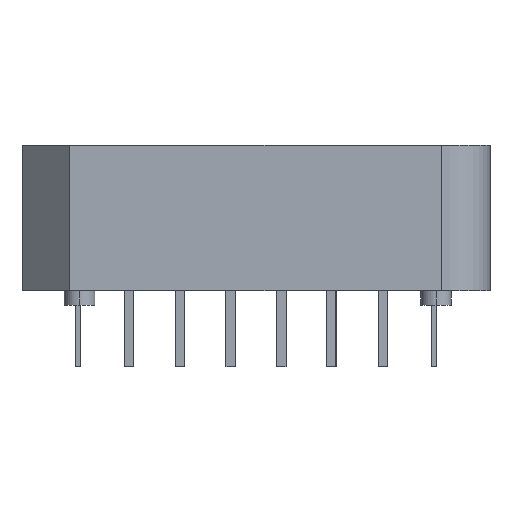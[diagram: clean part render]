
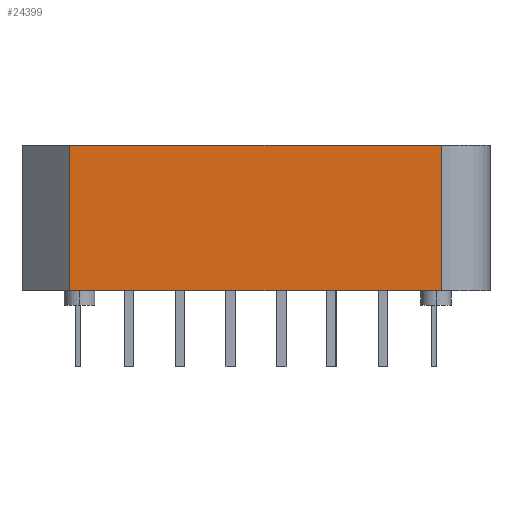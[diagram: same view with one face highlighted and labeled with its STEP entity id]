
A CAD part, left-side view. The second image highlights one B-rep face of the part: STEP entity #24399.
In plain terms, the highlighted planar face has unit normal (-1, 0, 0).
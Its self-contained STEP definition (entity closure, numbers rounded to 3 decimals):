
#13061=CARTESIAN_POINT('',(-11.659,9.297,8.0));
#13062=VERTEX_POINT('',#13061);
#13069=CARTESIAN_POINT('',(-11.659,-9.246,8.0));
#13070=VERTEX_POINT('',#13069);
#13071=CARTESIAN_POINT('',(-11.659,9.297,8.0));
#13072=DIRECTION('',(0.0,-1.0,0.0));
#13073=VECTOR('',#13072,18.543);
#13074=LINE('',#13071,#13073);
#13075=EDGE_CURVE('',#13070,#13062,#13074,.F.);
#24357=CARTESIAN_POINT('',(-11.659,9.297,0.737));
#24358=VERTEX_POINT('',#24357);
#24365=CARTESIAN_POINT('',(-11.659,9.297,8.0));
#24366=DIRECTION('',(0.0,0.0,-1.0));
#24367=VECTOR('',#24366,7.263);
#24368=LINE('',#24365,#24367);
#24369=EDGE_CURVE('',#13062,#24358,#24368,.T.);
#24376=CARTESIAN_POINT('',(-11.659,9.297,8.357));
#24377=DIRECTION('',(-1.0,0.0,0.0));
#24378=DIRECTION('',(0.0,0.0,-1.0));
#24379=AXIS2_PLACEMENT_3D('',#24376,#24377,#24378);
#24380=PLANE('',#24379);
#24381=CARTESIAN_POINT('',(-11.659,-9.246,0.737));
#24382=VERTEX_POINT('',#24381);
#24383=CARTESIAN_POINT('',(-11.659,9.297,0.737));
#24384=DIRECTION('',(0.0,-1.0,0.0));
#24385=VECTOR('',#24384,18.543);
#24386=LINE('',#24383,#24385);
#24387=EDGE_CURVE('',#24358,#24382,#24386,.T.);
#24388=ORIENTED_EDGE('',*,*,#24387,.T.);
#24389=CARTESIAN_POINT('',(-11.659,-9.246,8.0));
#24390=DIRECTION('',(0.0,0.0,-1.0));
#24391=VECTOR('',#24390,7.263);
#24392=LINE('',#24389,#24391);
#24393=EDGE_CURVE('',#13070,#24382,#24392,.T.);
#24394=ORIENTED_EDGE('',*,*,#24393,.F.);
#24395=ORIENTED_EDGE('',*,*,#13075,.T.);
#24396=ORIENTED_EDGE('',*,*,#24369,.T.);
#24397=EDGE_LOOP('',(#24388,#24394,#24395,#24396));
#24398=FACE_OUTER_BOUND('',#24397,.T.);
#24399=ADVANCED_FACE('',(#24398),#24380,.T.);
